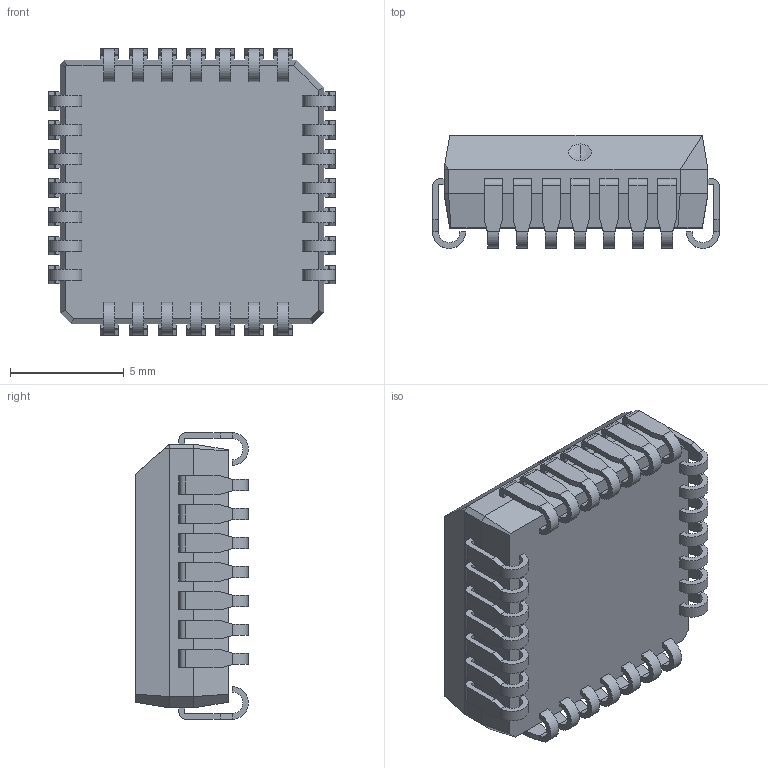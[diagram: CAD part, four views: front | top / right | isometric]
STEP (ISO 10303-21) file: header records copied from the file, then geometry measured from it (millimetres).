
FILE_DESCRIPTION((''),'2;1');
FILE_NAME('PLCC28_P1-27_L11-58_W11-58','2019-02-14T',('Dragos'),(''),'PRO/ENGINEER BY PARAMETRIC TECHNOLOGY CORPORATION, 2004440','PRO/ENGINEER BY PARAMETRIC TECHNOLOGY CORPORATION, 2004440','');
FILE_SCHEMA(('AUTOMOTIVE_DESIGN { 1 0 10303 214 1 1 1 1 }'));
Length unit declared in the file: millimetre
Products named in the file (1): PLCC28_P1-27_L11-58_W11-58
Bounding box: 12.57 x 4.96 x 12.57 mm (x, y, z)
Volume: 535.1 mm3; surface area: 639.7 mm2
Topology: 1 solids, 1 shells, 666 faces, 1752 edges, 1127 vertices
Faces by surface type: plane 552, cylinder 112, sphere 2
Entity records: 25822 total; most frequent: CARTESIAN_POINT 3541, ORIENTED_EDGE 3496, DIRECTION 3312, PRESENTATION_STYLE_ASSIGNMENT 1783, STYLED_ITEM 1752, CURVE_STYLE 1751, EDGE_CURVE 1748, VECTOR 1522
